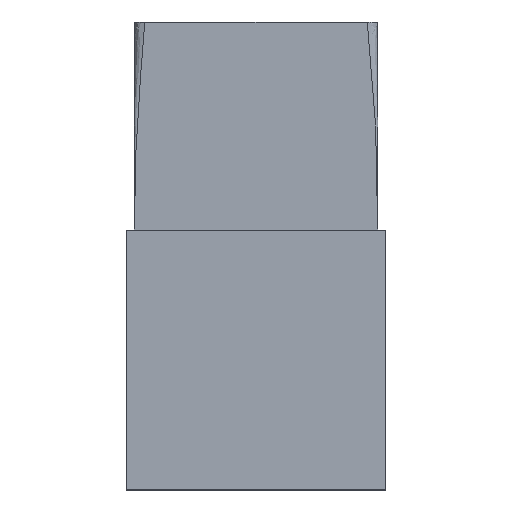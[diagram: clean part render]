
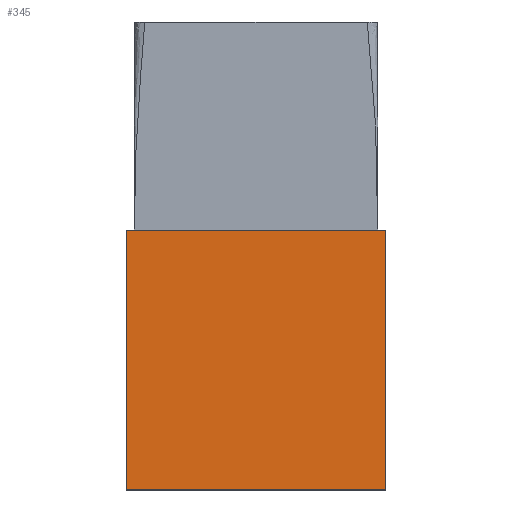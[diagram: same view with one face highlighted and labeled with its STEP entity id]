
A CAD part, left-side view. The second image highlights one B-rep face of the part: STEP entity #345.
In plain terms, the highlighted planar face has unit normal (-1, 0, 0).
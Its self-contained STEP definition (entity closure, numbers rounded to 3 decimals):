
#2 = EDGE_LOOP ( 'NONE', ( #858, #192, #330, #683 ) ) ;
#10 = CARTESIAN_POINT ( 'NONE',  ( -12.5, 0., -12.5 ) ) ;
#73 = VERTEX_POINT ( 'NONE', #472 ) ;
#102 = EDGE_CURVE ( 'NONE', #1146, #73, #458, .T. ) ;
#131 = DIRECTION ( 'NONE',  ( 0., -1., 0. ) ) ;
#159 = FACE_OUTER_BOUND ( 'NONE', #2, .T. ) ;
#169 = EDGE_CURVE ( 'NONE', #1146, #1166, #495, .T. ) ;
#174 = DIRECTION ( 'NONE',  ( 0., -1., 0. ) ) ;
#192 = ORIENTED_EDGE ( 'NONE', *, *, #933, .F. ) ;
#310 = VECTOR ( 'NONE', #174, 1000. ) ;
#330 = ORIENTED_EDGE ( 'NONE', *, *, #102, .F. ) ;
#339 = CARTESIAN_POINT ( 'NONE',  ( -12.5, 25., -12.5 ) ) ;
#345 = ADVANCED_FACE ( 'NONE', ( #159 ), #433, .F. ) ;
#347 = AXIS2_PLACEMENT_3D ( 'NONE', #339, #613, #879 ) ;
#355 = EDGE_CURVE ( 'NONE', #1166, #793, #1071, .T. ) ;
#433 = PLANE ( 'NONE',  #347 ) ;
#443 = CARTESIAN_POINT ( 'NONE',  ( -12.5, 25., -12.5 ) ) ;
#458 = LINE ( 'NONE', #726, #1109 ) ;
#472 = CARTESIAN_POINT ( 'NONE',  ( -12.5, 25., 12.5 ) ) ;
#495 = LINE ( 'NONE', #1125, #764 ) ;
#613 = DIRECTION ( 'NONE',  ( 1., 0., 0. ) ) ;
#626 = DIRECTION ( 'NONE',  ( 0., 0., 1. ) ) ;
#683 = ORIENTED_EDGE ( 'NONE', *, *, #169, .T. ) ;
#726 = CARTESIAN_POINT ( 'NONE',  ( -12.5, 25., -12.5 ) ) ;
#733 = DIRECTION ( 'NONE',  ( 0., 0., 1. ) ) ;
#764 = VECTOR ( 'NONE', #131, 1000. ) ;
#793 = VERTEX_POINT ( 'NONE', #1030 ) ;
#858 = ORIENTED_EDGE ( 'NONE', *, *, #355, .T. ) ;
#879 = DIRECTION ( 'NONE',  ( 0., 0., -1. ) ) ;
#904 = VECTOR ( 'NONE', #626, 1000. ) ;
#933 = EDGE_CURVE ( 'NONE', #73, #793, #1171, .T. ) ;
#1030 = CARTESIAN_POINT ( 'NONE',  ( -12.5, 0., 12.5 ) ) ;
#1071 = LINE ( 'NONE', #1164, #904 ) ;
#1109 = VECTOR ( 'NONE', #733, 1000. ) ;
#1124 = CARTESIAN_POINT ( 'NONE',  ( -12.5, 25., 12.5 ) ) ;
#1125 = CARTESIAN_POINT ( 'NONE',  ( -12.5, 25., -12.5 ) ) ;
#1146 = VERTEX_POINT ( 'NONE', #443 ) ;
#1164 = CARTESIAN_POINT ( 'NONE',  ( -12.5, 0., -12.5 ) ) ;
#1166 = VERTEX_POINT ( 'NONE', #10 ) ;
#1171 = LINE ( 'NONE', #1124, #310 ) ;
